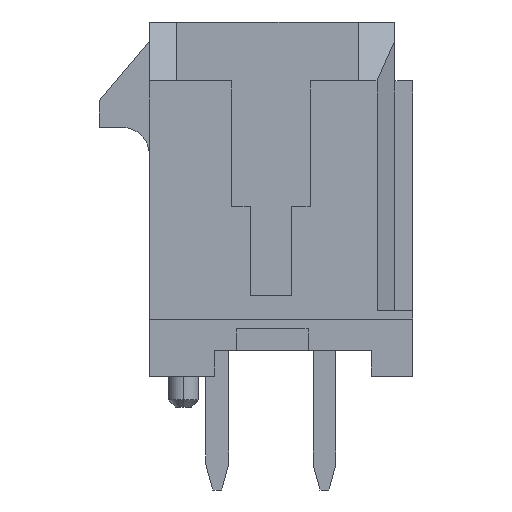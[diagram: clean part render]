
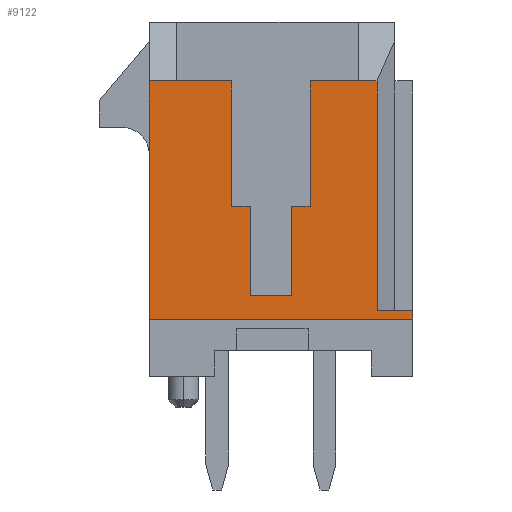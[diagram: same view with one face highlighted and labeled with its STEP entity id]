
A CAD part, left-side view. The second image highlights one B-rep face of the part: STEP entity #9122.
In plain terms, the highlighted planar face has unit normal (-1, 0, 0).
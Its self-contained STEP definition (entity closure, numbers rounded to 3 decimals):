
#1=DIRECTION('',(0.,0.,-1.));
#2=VECTOR('',#1,3.5);
#3=CARTESIAN_POINT('',(-18.325,-1.1,3.3));
#4=LINE('',#3,#2);
#5=DIRECTION('',(0.,1.,0.));
#6=VECTOR('',#5,1.35);
#7=CARTESIAN_POINT('',(-18.325,-2.45,3.3));
#8=LINE('',#7,#6);
#9=DIRECTION('',(0.,-1.,0.));
#10=VECTOR('',#9,0.52);
#11=CARTESIAN_POINT('',(-18.325,-2.45,3.3));
#12=LINE('',#11,#10);
#13=DIRECTION('',(0.,0.,-1.));
#14=VECTOR('',#13,6.41);
#15=CARTESIAN_POINT('',(-18.325,-2.97,3.3));
#16=LINE('',#15,#14);
#17=DIRECTION('',(0.,0.,-1.));
#18=VECTOR('',#17,0.25);
#19=CARTESIAN_POINT('',(-18.325,-3.97,-3.11));
#20=LINE('',#19,#18);
#21=DIRECTION('',(0.,1.,0.));
#22=VECTOR('',#21,7.37);
#23=CARTESIAN_POINT('',(-18.325,-3.97,-3.36));
#24=LINE('',#23,#22);
#25=DIRECTION('',(0.,0.,1.));
#26=VECTOR('',#25,6.66);
#27=CARTESIAN_POINT('',(-18.325,3.4,-3.36));
#28=LINE('',#27,#26);
#29=DIRECTION('',(0.,-1.,0.));
#30=VECTOR('',#29,0.76);
#31=CARTESIAN_POINT('',(-18.325,3.4,3.3));
#32=LINE('',#31,#30);
#33=DIRECTION('',(0.,1.,0.));
#34=VECTOR('',#33,1.54);
#35=CARTESIAN_POINT('',(-18.325,1.1,3.3));
#36=LINE('',#35,#34);
#37=DIRECTION('',(0.,0.,-1.));
#38=VECTOR('',#37,3.5);
#39=CARTESIAN_POINT('',(-18.325,1.1,3.3));
#40=LINE('',#39,#38);
#41=DIRECTION('',(0.,1.,0.));
#42=VECTOR('',#41,0.525);
#43=CARTESIAN_POINT('',(-18.325,0.575,-0.2));
#44=LINE('',#43,#42);
#45=DIRECTION('',(0.,0.,1.));
#46=VECTOR('',#45,2.5);
#47=CARTESIAN_POINT('',(-18.325,0.575,-2.7));
#48=LINE('',#47,#46);
#49=DIRECTION('',(0.,1.,0.));
#50=VECTOR('',#49,1.15);
#51=CARTESIAN_POINT('',(-18.325,-0.575,-2.7));
#52=LINE('',#51,#50);
#53=DIRECTION('',(0.,0.,-1.));
#54=VECTOR('',#53,2.5);
#55=CARTESIAN_POINT('',(-18.325,-0.575,-0.2));
#56=LINE('',#55,#54);
#57=DIRECTION('',(0.,1.,0.));
#58=VECTOR('',#57,0.525);
#59=CARTESIAN_POINT('',(-18.325,-1.1,-0.2));
#60=LINE('',#59,#58);
#3379=DIRECTION('',(0.,1.,0.));
#3380=VECTOR('',#3379,1.);
#3381=CARTESIAN_POINT('',(-18.325,-3.97,-3.11));
#3382=LINE('',#3381,#3380);
#6868=CARTESIAN_POINT('',(-18.325,3.4,3.3));
#6870=VERTEX_POINT('',#6868);
#6917=CARTESIAN_POINT('',(-18.325,-3.97,-3.11));
#6918=CARTESIAN_POINT('',(-18.325,-2.97,-3.11));
#6919=VERTEX_POINT('',#6917);
#6920=VERTEX_POINT('',#6918);
#6925=CARTESIAN_POINT('',(-18.325,2.64,3.3));
#6926=VERTEX_POINT('',#6925);
#6927=CARTESIAN_POINT('',(-18.325,-2.45,3.3));
#6928=VERTEX_POINT('',#6927);
#7209=CARTESIAN_POINT('',(-18.325,-1.1,3.3));
#7210=CARTESIAN_POINT('',(-18.325,-1.1,-0.2));
#7211=VERTEX_POINT('',#7209);
#7212=VERTEX_POINT('',#7210);
#7213=CARTESIAN_POINT('',(-18.325,-0.575,-0.2));
#7214=VERTEX_POINT('',#7213);
#7215=CARTESIAN_POINT('',(-18.325,-0.575,-2.7));
#7216=VERTEX_POINT('',#7215);
#7217=CARTESIAN_POINT('',(-18.325,0.575,-2.7));
#7218=VERTEX_POINT('',#7217);
#7219=CARTESIAN_POINT('',(-18.325,0.575,-0.2));
#7220=VERTEX_POINT('',#7219);
#7221=CARTESIAN_POINT('',(-18.325,1.1,-0.2));
#7222=VERTEX_POINT('',#7221);
#7223=CARTESIAN_POINT('',(-18.325,1.1,3.3));
#7224=VERTEX_POINT('',#7223);
#8881=CARTESIAN_POINT('',(-18.325,-3.97,-3.36));
#8882=CARTESIAN_POINT('',(-18.325,3.4,-3.36));
#8883=VERTEX_POINT('',#8881);
#8884=VERTEX_POINT('',#8882);
#8957=CARTESIAN_POINT('',(-18.325,-2.97,3.3));
#8958=VERTEX_POINT('',#8957);
#9083=CARTESIAN_POINT('',(-18.325,0.,0.));
#9084=DIRECTION('',(1.,0.,0.));
#9085=DIRECTION('',(0.,0.,-1.));
#9086=AXIS2_PLACEMENT_3D('',#9083,#9084,#9085);
#9087=PLANE('',#9086);
#9089=ORIENTED_EDGE('',*,*,#9088,.F.);
#9091=ORIENTED_EDGE('',*,*,#9090,.F.);
#9093=ORIENTED_EDGE('',*,*,#9092,.T.);
#9095=ORIENTED_EDGE('',*,*,#9094,.T.);
#9097=ORIENTED_EDGE('',*,*,#9096,.F.);
#9099=ORIENTED_EDGE('',*,*,#9098,.T.);
#9101=ORIENTED_EDGE('',*,*,#9100,.T.);
#9103=ORIENTED_EDGE('',*,*,#9102,.T.);
#9105=ORIENTED_EDGE('',*,*,#9104,.T.);
#9107=ORIENTED_EDGE('',*,*,#9106,.F.);
#9109=ORIENTED_EDGE('',*,*,#9108,.T.);
#9111=ORIENTED_EDGE('',*,*,#9110,.F.);
#9113=ORIENTED_EDGE('',*,*,#9112,.F.);
#9115=ORIENTED_EDGE('',*,*,#9114,.F.);
#9117=ORIENTED_EDGE('',*,*,#9116,.F.);
#9119=ORIENTED_EDGE('',*,*,#9118,.F.);
#9120=EDGE_LOOP('',(#9089,#9091,#9093,#9095,#9097,#9099,#9101,#9103,#9105,#9107,
#9109,#9111,#9113,#9115,#9117,#9119));
#9121=FACE_OUTER_BOUND('',#9120,.F.);
#9122=ADVANCED_FACE('',(#9121),#9087,.F.);
#9088=EDGE_CURVE('',#7211,#7212,#4,.T.);
#9090=EDGE_CURVE('',#6928,#7211,#8,.T.);
#9092=EDGE_CURVE('',#6928,#8958,#12,.T.);
#9094=EDGE_CURVE('',#8958,#6920,#16,.T.);
#9096=EDGE_CURVE('',#6919,#6920,#3382,.T.);
#9098=EDGE_CURVE('',#6919,#8883,#20,.T.);
#9100=EDGE_CURVE('',#8883,#8884,#24,.T.);
#9102=EDGE_CURVE('',#8884,#6870,#28,.T.);
#9104=EDGE_CURVE('',#6870,#6926,#32,.T.);
#9106=EDGE_CURVE('',#7224,#6926,#36,.T.);
#9108=EDGE_CURVE('',#7224,#7222,#40,.T.);
#9110=EDGE_CURVE('',#7220,#7222,#44,.T.);
#9112=EDGE_CURVE('',#7218,#7220,#48,.T.);
#9114=EDGE_CURVE('',#7216,#7218,#52,.T.);
#9116=EDGE_CURVE('',#7214,#7216,#56,.T.);
#9118=EDGE_CURVE('',#7212,#7214,#60,.T.);
